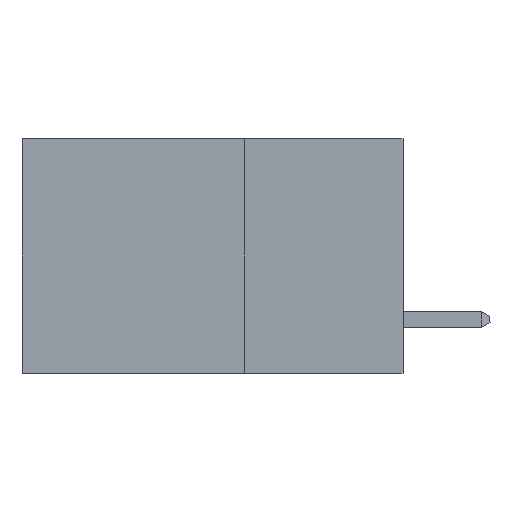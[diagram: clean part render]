
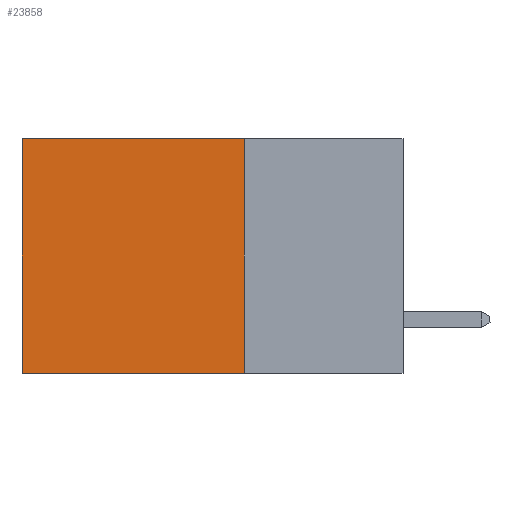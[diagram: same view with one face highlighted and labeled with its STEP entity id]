
A CAD part, left-side view. The second image highlights one B-rep face of the part: STEP entity #23858.
In plain terms, the highlighted planar face has unit normal (-1, 0, 0).
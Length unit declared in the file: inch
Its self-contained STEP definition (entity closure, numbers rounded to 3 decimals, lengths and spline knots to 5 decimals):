
#221 = DIRECTION ( 'NONE',  ( 0., 1., 0. ) ) ;
#557 = EDGE_CURVE ( 'NONE', #1646, #13273, #15882, .T. ) ;
#559 = VECTOR ( 'NONE', #16086, 39.37008 ) ;
#1527 = DIRECTION ( 'NONE',  ( 0., 0., -1. ) ) ;
#1536 = LINE ( 'NONE', #30175, #19680 ) ;
#1646 = VERTEX_POINT ( 'NONE', #25178 ) ;
#1904 = ORIENTED_EDGE ( 'NONE', *, *, #20027, .F. ) ;
#4190 = CARTESIAN_POINT ( 'NONE',  ( 0.2875, 0.25, 0. ) ) ;
#4412 = CARTESIAN_POINT ( 'NONE',  ( 0.2875, 0.6, 0. ) ) ;
#6263 = EDGE_CURVE ( 'NONE', #23002, #21832, #19065, .T. ) ;
#10281 = EDGE_CURVE ( 'NONE', #13273, #21832, #1536, .T. ) ;
#10842 = ORIENTED_EDGE ( 'NONE', *, *, #10281, .T. ) ;
#10997 = VECTOR ( 'NONE', #221, 39.37008 ) ;
#10999 = ORIENTED_EDGE ( 'NONE', *, *, #6263, .F. ) ;
#11450 = PLANE ( 'NONE',  #11508 ) ;
#11508 = AXIS2_PLACEMENT_3D ( 'NONE', #4190, #28104, #13868 ) ;
#12796 = ORIENTED_EDGE ( 'NONE', *, *, #557, .T. ) ;
#13273 = VERTEX_POINT ( 'NONE', #4412 ) ;
#13657 = CARTESIAN_POINT ( 'NONE',  ( 0.2875, 0.25, -0.37 ) ) ;
#13868 = DIRECTION ( 'NONE',  ( 0., 0., -1. ) ) ;
#15882 = LINE ( 'NONE', #17805, #10997 ) ;
#16086 = DIRECTION ( 'NONE',  ( 0., 1., 0. ) ) ;
#17805 = CARTESIAN_POINT ( 'NONE',  ( 0.2875, 0.25, 0. ) ) ;
#19065 = LINE ( 'NONE', #13657, #559 ) ;
#19680 = VECTOR ( 'NONE', #1527, 39.37008 ) ;
#20027 = EDGE_CURVE ( 'NONE', #1646, #23002, #25573, .T. ) ;
#21595 = EDGE_LOOP ( 'NONE', ( #10842, #10999, #1904, #12796 ) ) ;
#21832 = VERTEX_POINT ( 'NONE', #23822 ) ;
#23002 = VERTEX_POINT ( 'NONE', #25619 ) ;
#23822 = CARTESIAN_POINT ( 'NONE',  ( 0.2875, 0.6, -0.37 ) ) ;
#23858 = ADVANCED_FACE ( 'NONE', ( #25506 ), #11450, .F. ) ;
#24540 = CARTESIAN_POINT ( 'NONE',  ( 0.2875, 0.25, 0. ) ) ;
#24833 = VECTOR ( 'NONE', #26908, 39.37008 ) ;
#25178 = CARTESIAN_POINT ( 'NONE',  ( 0.2875, 0.25, 0. ) ) ;
#25506 = FACE_OUTER_BOUND ( 'NONE', #21595, .T. ) ;
#25573 = LINE ( 'NONE', #24540, #24833 ) ;
#25619 = CARTESIAN_POINT ( 'NONE',  ( 0.2875, 0.25, -0.37 ) ) ;
#26908 = DIRECTION ( 'NONE',  ( 0., 0., -1. ) ) ;
#28104 = DIRECTION ( 'NONE',  ( 1., 0., 0. ) ) ;
#30175 = CARTESIAN_POINT ( 'NONE',  ( 0.2875, 0.6, 0. ) ) ;
